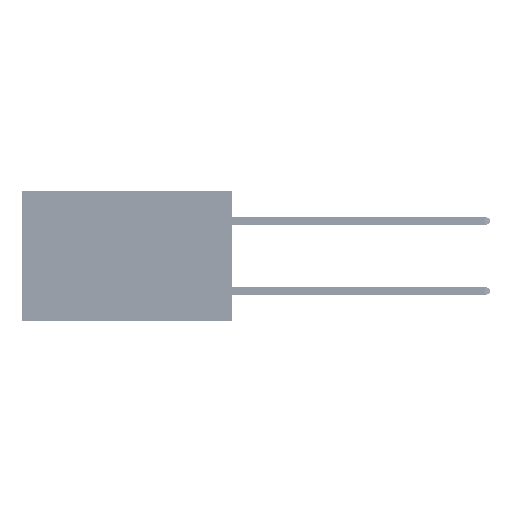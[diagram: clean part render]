
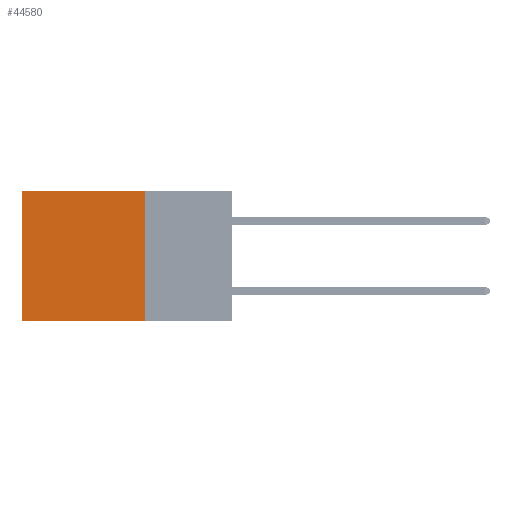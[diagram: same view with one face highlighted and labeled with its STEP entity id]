
A CAD part, left-side view. The second image highlights one B-rep face of the part: STEP entity #44580.
In plain terms, the highlighted planar face has unit normal (-1, 0, 0).
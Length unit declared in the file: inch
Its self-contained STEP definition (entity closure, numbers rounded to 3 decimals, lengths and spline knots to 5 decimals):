
#3840 = EDGE_CURVE ( 'NONE', #20296, #7318, #9995, .T. ) ;
#4818 = DIRECTION ( 'NONE',  ( 0., 0., -1. ) ) ;
#5011 = ORIENTED_EDGE ( 'NONE', *, *, #5578, .T. ) ;
#5578 = EDGE_CURVE ( 'NONE', #20296, #13249, #15879, .T. ) ;
#6141 = DIRECTION ( 'NONE',  ( 0., 0., -1. ) ) ;
#7318 = VERTEX_POINT ( 'NONE', #16263 ) ;
#8538 = DIRECTION ( 'NONE',  ( 1., 0., 0. ) ) ;
#9995 = LINE ( 'NONE', #28354, #10577 ) ;
#10577 = VECTOR ( 'NONE', #36280, 39.37008 ) ;
#12437 = CARTESIAN_POINT ( 'NONE',  ( 0.2875, 0.6, -0.37 ) ) ;
#12869 = VECTOR ( 'NONE', #6141, 39.37008 ) ;
#13249 = VERTEX_POINT ( 'NONE', #14362 ) ;
#14362 = CARTESIAN_POINT ( 'NONE',  ( 0.2875, 0.6, 0. ) ) ;
#15645 = ORIENTED_EDGE ( 'NONE', *, *, #3840, .F. ) ;
#15879 = LINE ( 'NONE', #38430, #46171 ) ;
#16263 = CARTESIAN_POINT ( 'NONE',  ( 0.2875, 0.25, -0.37 ) ) ;
#17695 = CARTESIAN_POINT ( 'NONE',  ( 0.2875, 0.6, 0. ) ) ;
#20296 = VERTEX_POINT ( 'NONE', #44140 ) ;
#20754 = VECTOR ( 'NONE', #49544, 39.37008 ) ;
#24370 = PLANE ( 'NONE',  #31660 ) ;
#28354 = CARTESIAN_POINT ( 'NONE',  ( 0.2875, 0.25, 0. ) ) ;
#31074 = EDGE_CURVE ( 'NONE', #7318, #44595, #36453, .T. ) ;
#31660 = AXIS2_PLACEMENT_3D ( 'NONE', #44155, #8538, #4818 ) ;
#34861 = ORIENTED_EDGE ( 'NONE', *, *, #31074, .F. ) ;
#36280 = DIRECTION ( 'NONE',  ( 0., 0., -1. ) ) ;
#36453 = LINE ( 'NONE', #42057, #20754 ) ;
#38430 = CARTESIAN_POINT ( 'NONE',  ( 0.2875, 0.25, 0. ) ) ;
#38731 = ORIENTED_EDGE ( 'NONE', *, *, #47307, .T. ) ;
#42057 = CARTESIAN_POINT ( 'NONE',  ( 0.2875, 0.25, -0.37 ) ) ;
#42673 = EDGE_LOOP ( 'NONE', ( #38731, #34861, #15645, #5011 ) ) ;
#44140 = CARTESIAN_POINT ( 'NONE',  ( 0.2875, 0.25, 0. ) ) ;
#44155 = CARTESIAN_POINT ( 'NONE',  ( 0.2875, 0.25, 0. ) ) ;
#44580 = ADVANCED_FACE ( 'NONE', ( #48171 ), #24370, .F. ) ;
#44595 = VERTEX_POINT ( 'NONE', #12437 ) ;
#46171 = VECTOR ( 'NONE', #46548, 39.37008 ) ;
#46548 = DIRECTION ( 'NONE',  ( 0., 1., 0. ) ) ;
#47307 = EDGE_CURVE ( 'NONE', #13249, #44595, #49261, .T. ) ;
#48171 = FACE_OUTER_BOUND ( 'NONE', #42673, .T. ) ;
#49261 = LINE ( 'NONE', #17695, #12869 ) ;
#49544 = DIRECTION ( 'NONE',  ( 0., 1., 0. ) ) ;
